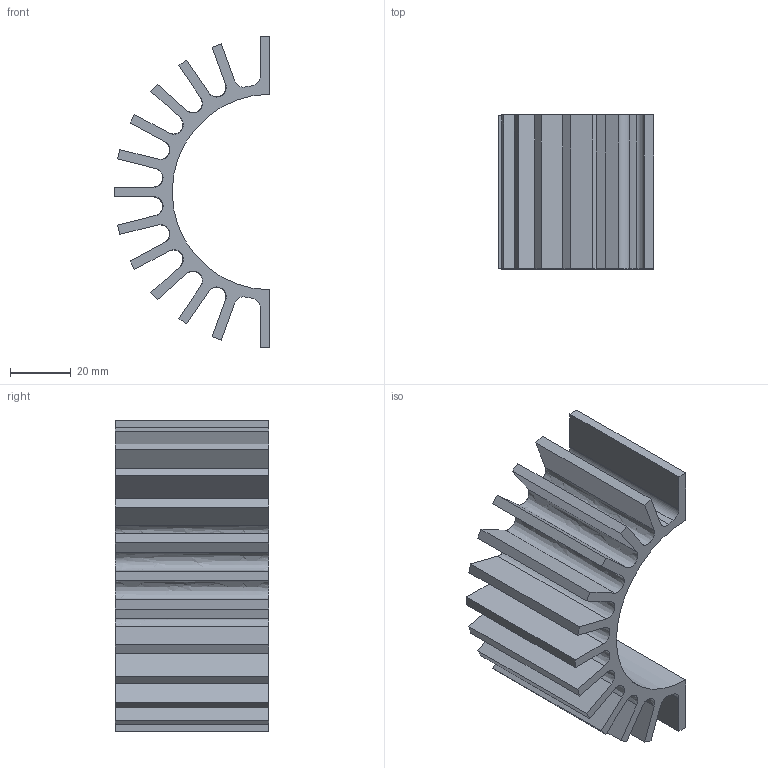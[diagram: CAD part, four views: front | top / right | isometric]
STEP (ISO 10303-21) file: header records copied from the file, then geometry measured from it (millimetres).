
FILE_DESCRIPTION(/* description */ (''),/* implementation_level */ '2;1');
FILE_NAME(/* name */ 'MOT_CIMCooler_CIM360.ipt.step',/* time_stamp */ '2015-01-02T19:26:25-08:00',/* author */ ('Autodesk Inc.'),/* organization */ ('Autodesk Inc.'),/* preprocessor_version */ 'ST-DEVELOPER v15.6',/* originating_system */ 'Autodesk Inventor 2015',/* authorisation */ '');
FILE_SCHEMA (('AUTOMOTIVE_DESIGN { 1 0 10303 214 3 1 1 }'));
Length unit declared in the file: inch
Products named in the file (1): MOT_CIMCooler_CIM360
Bounding box: 51.44 x 50.8 x 102.87 mm (x, y, z)
Volume: 53211.8 mm3; surface area: 32940.3 mm2
Topology: 1 solids, 1 shells, 58 faces, 188 edges, 132 vertices
Faces by surface type: plane 41, bspline 10, cylinder 7
Entity records: 2452 total; most frequent: CARTESIAN_POINT 889, ORIENTED_EDGE 376, DIRECTION 240, EDGE_CURVE 188, VERTEX_POINT 132, LINE 114, VECTOR 114, AXIS2_PLACEMENT_3D 63
